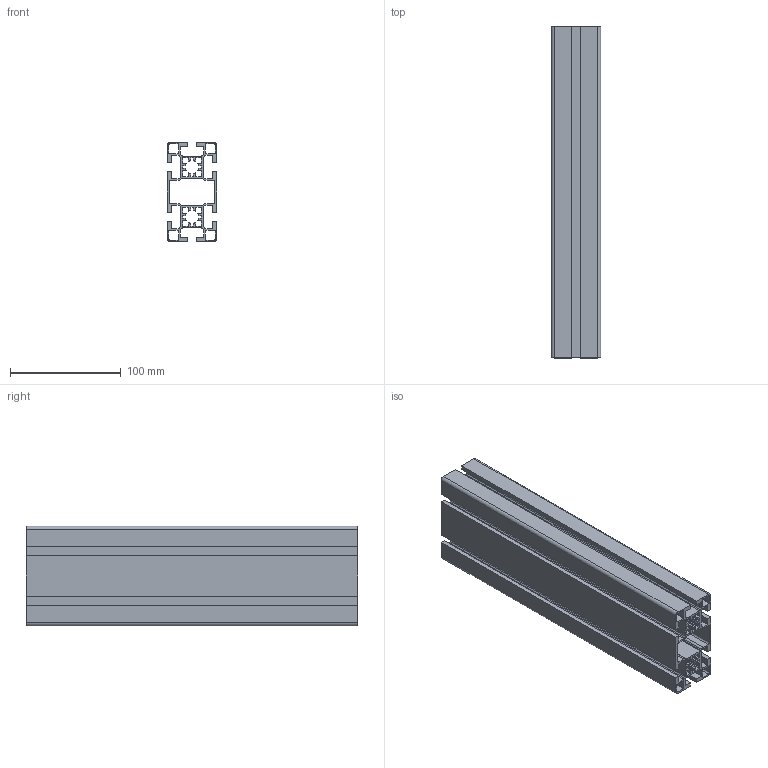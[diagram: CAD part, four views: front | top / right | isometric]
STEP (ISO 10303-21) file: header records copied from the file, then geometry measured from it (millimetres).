
FILE_DESCRIPTION (( 'STEP AP214' ), '1' );
FILE_NAME ('1728140120739.step', '2024-10-05T14:55:44', ( 'Windows User' ), ( '' ), 'SwSTEP 2.0', 'SolidWorks 2011', '' );
FILE_SCHEMA (( 'AUTOMOTIVE_DESIGN' ));
Length unit declared in the file: millimetre
Products named in the file (2): 1728140120739; 1.11.045090.64LPx300.00(1)
Assembly tree (1 placements, depth 2):
  1728140120739
    1.11.045090.64LPx300.00(1)
Bounding box: 45 x 300 x 90 mm (x, y, z)
Volume: 318613.5 mm3; surface area: 314613.6 mm2
Topology: 1 solids, 1 shells, 266 faces, 792 edges, 528 vertices
Faces by surface type: plane 150, cylinder 116
Entity records: 9062 total; most frequent: CARTESIAN_POINT 1590, ORIENTED_EDGE 1584, DIRECTION 1564, EDGE_CURVE 792, LINE 560, VECTOR 560, VERTEX_POINT 528, AXIS2_PLACEMENT_3D 502
